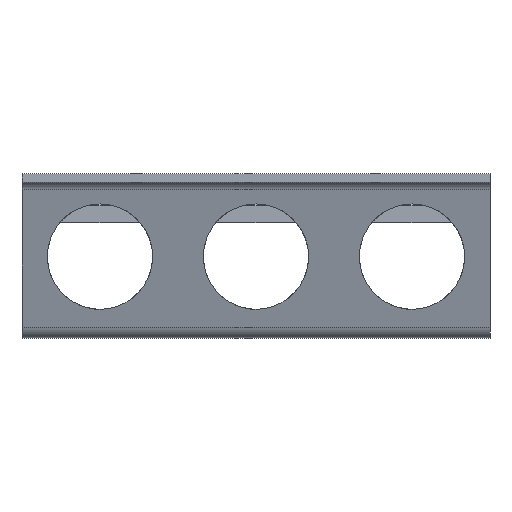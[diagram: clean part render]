
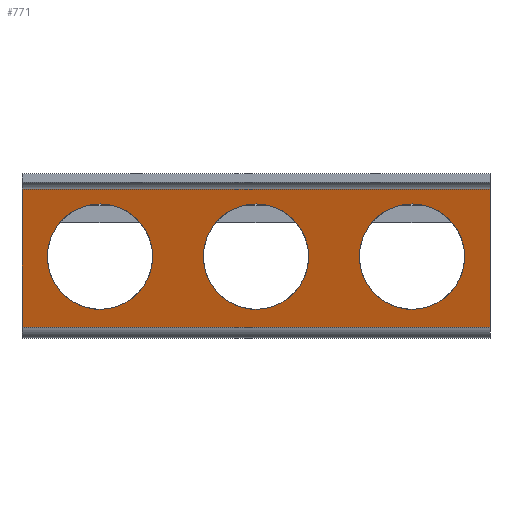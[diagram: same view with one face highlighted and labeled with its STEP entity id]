
A CAD part, front view. The second image highlights one B-rep face of the part: STEP entity #771.
In plain terms, the highlighted planar face has unit normal (0, -0.966, -0.259).
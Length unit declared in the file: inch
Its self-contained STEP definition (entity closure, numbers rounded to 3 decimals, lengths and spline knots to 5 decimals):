
#4 = EDGE_CURVE ( 'NONE', #413, #740, #1362, .T. ) ;
#39 = EDGE_CURVE ( 'NONE', #819, #1204, #1576, .T. ) ;
#78 = FACE_BOUND ( 'NONE', #141, .T. ) ;
#81 = CARTESIAN_POINT ( 'NONE',  ( 6.7, -0.86585, 0.74325 ) ) ;
#108 = CARTESIAN_POINT ( 'NONE',  ( 6.7, -1.58931, 3.44325 ) ) ;
#124 = CARTESIAN_POINT ( 'NONE',  ( 6., -1.68884, 3.8147 ) ) ;
#128 = PLANE ( 'NONE',  #742 ) ;
#141 = EDGE_LOOP ( 'NONE', ( #1312, #1127 ) ) ;
#152 = CARTESIAN_POINT ( 'NONE',  ( -6.7, -0.86585, 0.74325 ) ) ;
#154 = VECTOR ( 'NONE', #828, 39.37008 ) ;
#168 = CARTESIAN_POINT ( 'NONE',  ( 6., -1.68884, 3.8147 ) ) ;
#174 =( BOUNDED_CURVE ( )  B_SPLINE_CURVE ( 3, ( #956, #215, #350, #1217 ),
 .UNSPECIFIED., .F., .T. ) 
 B_SPLINE_CURVE_WITH_KNOTS ( ( 4, 4 ),
 ( 3.14159, 6.28319 ),
 .UNSPECIFIED. ) 
 CURVE ( )  GEOMETRIC_REPRESENTATION_ITEM ( )  RATIONAL_B_SPLINE_CURVE ( ( 1., 0.333, 0.333, 1. ) ) 
 REPRESENTATION_ITEM ( '' )  );
#185 =( BOUNDED_CURVE ( )  B_SPLINE_CURVE ( 3, ( #226, #961, #495, #1352 ),
 .UNSPECIFIED., .F., .F. ) 
 B_SPLINE_CURVE_WITH_KNOTS ( ( 4, 4 ),
 ( 0., 3.14159 ),
 .UNSPECIFIED. ) 
 CURVE ( )  GEOMETRIC_REPRESENTATION_ITEM ( )  RATIONAL_B_SPLINE_CURVE ( ( 1., 0.333, 0.333, 1. ) ) 
 REPRESENTATION_ITEM ( '' )  );
#190 = ORIENTED_EDGE ( 'NONE', *, *, #1497, .F. ) ;
#215 = CARTESIAN_POINT ( 'NONE',  ( -1.3, -0.86585, 0.74325 ) ) ;
#226 = CARTESIAN_POINT ( 'NONE',  ( 0., -1.58931, 3.44325 ) ) ;
#255 = ORIENTED_EDGE ( 'NONE', *, *, #635, .F. ) ;
#273 = EDGE_LOOP ( 'NONE', ( #1105, #332 ) ) ;
#302 = FACE_BOUND ( 'NONE', #653, .T. ) ;
#317 = CARTESIAN_POINT ( 'NONE',  ( 2.7, -1.58931, 3.44325 ) ) ;
#332 = ORIENTED_EDGE ( 'NONE', *, *, #492, .F. ) ;
#338 = EDGE_CURVE ( 'NONE', #740, #847, #909, .T. ) ;
#343 = CARTESIAN_POINT ( 'NONE',  ( 4., -1.58931, 3.44325 ) ) ;
#350 = CARTESIAN_POINT ( 'NONE',  ( -1.3, -1.58931, 3.44325 ) ) ;
#361 = VERTEX_POINT ( 'NONE', #681 ) ;
#392 = CARTESIAN_POINT ( 'NONE',  ( -6., -0.74117, 0.27794 ) ) ;
#398 = CARTESIAN_POINT ( 'NONE',  ( 6., -0.74117, 0.27794 ) ) ;
#413 = VERTEX_POINT ( 'NONE', #1403 ) ;
#480 = CARTESIAN_POINT ( 'NONE',  ( 1.3, -0.86585, 0.74325 ) ) ;
#485 = CARTESIAN_POINT ( 'NONE',  ( 4., -1.58931, 3.44325 ) ) ;
#492 = EDGE_CURVE ( 'NONE', #1318, #361, #1228, .T. ) ;
#495 = CARTESIAN_POINT ( 'NONE',  ( -2.7, -0.86585, 0.74325 ) ) ;
#496 = LINE ( 'NONE', #781, #884 ) ;
#523 = DIRECTION ( 'NONE',  ( 0., 0.259, -0.966 ) ) ;
#564 = EDGE_CURVE ( 'NONE', #1204, #819, #1507, .T. ) ;
#585 = EDGE_CURVE ( 'NONE', #361, #1318, #174, .T. ) ;
#635 = EDGE_CURVE ( 'NONE', #757, #847, #1159, .T. ) ;
#653 = EDGE_LOOP ( 'NONE', ( #966, #190 ) ) ;
#657 = CARTESIAN_POINT ( 'NONE',  ( 4., -1.58931, 3.44325 ) ) ;
#681 = CARTESIAN_POINT ( 'NONE',  ( -4., -0.86585, 0.74325 ) ) ;
#685 = CARTESIAN_POINT ( 'NONE',  ( 4., -0.86585, 0.74325 ) ) ;
#687 = CARTESIAN_POINT ( 'NONE',  ( 2.7, -0.86585, 0.74325 ) ) ;
#695 = CARTESIAN_POINT ( 'NONE',  ( -6., -1.68884, 3.8147 ) ) ;
#740 = VERTEX_POINT ( 'NONE', #124 ) ;
#742 = AXIS2_PLACEMENT_3D ( 'NONE', #398, #1255, #523 ) ;
#757 = VERTEX_POINT ( 'NONE', #392 ) ;
#761 =( BOUNDED_CURVE ( )  B_SPLINE_CURVE ( 3, ( #820, #687, #317, #1188 ),
 .UNSPECIFIED., .F., .T. ) 
 B_SPLINE_CURVE_WITH_KNOTS ( ( 4, 4 ),
 ( 3.14159, 6.28319 ),
 .UNSPECIFIED. ) 
 CURVE ( )  GEOMETRIC_REPRESENTATION_ITEM ( )  RATIONAL_B_SPLINE_CURVE ( ( 1., 0.333, 0.333, 1. ) ) 
 REPRESENTATION_ITEM ( '' )  );
#771 = ADVANCED_FACE ( 'NONE', ( #1296, #302, #78, #1587 ), #128, .T. ) ;
#781 = CARTESIAN_POINT ( 'NONE',  ( 6., -0.74117, 0.27794 ) ) ;
#790 = CARTESIAN_POINT ( 'NONE',  ( -4., -1.58931, 3.44325 ) ) ;
#792 = ORIENTED_EDGE ( 'NONE', *, *, #4, .T. ) ;
#812 = DIRECTION ( 'NONE',  ( -1., 0., 0. ) ) ;
#817 = VERTEX_POINT ( 'NONE', #1551 ) ;
#819 = VERTEX_POINT ( 'NONE', #685 ) ;
#820 = CARTESIAN_POINT ( 'NONE',  ( 0., -0.86585, 0.74325 ) ) ;
#828 = DIRECTION ( 'NONE',  ( 0., -0.259, 0.966 ) ) ;
#847 = VERTEX_POINT ( 'NONE', #695 ) ;
#884 = VECTOR ( 'NONE', #898, 39.37008 ) ;
#885 = VERTEX_POINT ( 'NONE', #1561 ) ;
#898 = DIRECTION ( 'NONE',  ( -1., 0., 0. ) ) ;
#906 = CARTESIAN_POINT ( 'NONE',  ( -6.7, -1.58931, 3.44325 ) ) ;
#909 = LINE ( 'NONE', #168, #1531 ) ;
#956 = CARTESIAN_POINT ( 'NONE',  ( -4., -0.86585, 0.74325 ) ) ;
#961 = CARTESIAN_POINT ( 'NONE',  ( -2.7, -1.58931, 3.44325 ) ) ;
#966 = ORIENTED_EDGE ( 'NONE', *, *, #1087, .F. ) ;
#970 = CARTESIAN_POINT ( 'NONE',  ( -6., -0.74117, 0.27794 ) ) ;
#980 = CARTESIAN_POINT ( 'NONE',  ( -4., -1.58931, 3.44325 ) ) ;
#1011 = VECTOR ( 'NONE', #1112, 39.37008 ) ;
#1028 = CARTESIAN_POINT ( 'NONE',  ( -4., -0.86585, 0.74325 ) ) ;
#1085 = CARTESIAN_POINT ( 'NONE',  ( 1.3, -1.58931, 3.44325 ) ) ;
#1087 = EDGE_CURVE ( 'NONE', #817, #885, #761, .T. ) ;
#1102 = EDGE_LOOP ( 'NONE', ( #255, #1601, #792, #1459 ) ) ;
#1105 = ORIENTED_EDGE ( 'NONE', *, *, #585, .F. ) ;
#1112 = DIRECTION ( 'NONE',  ( 0., -0.259, 0.966 ) ) ;
#1127 = ORIENTED_EDGE ( 'NONE', *, *, #564, .F. ) ;
#1136 = EDGE_CURVE ( 'NONE', #413, #757, #496, .T. ) ;
#1159 = LINE ( 'NONE', #970, #154 ) ;
#1188 = CARTESIAN_POINT ( 'NONE',  ( 0., -1.58931, 3.44325 ) ) ;
#1204 = VERTEX_POINT ( 'NONE', #657 ) ;
#1217 = CARTESIAN_POINT ( 'NONE',  ( -4., -1.58931, 3.44325 ) ) ;
#1228 =( BOUNDED_CURVE ( )  B_SPLINE_CURVE ( 3, ( #790, #906, #152, #1028 ),
 .UNSPECIFIED., .F., .T. ) 
 B_SPLINE_CURVE_WITH_KNOTS ( ( 4, 4 ),
 ( 0., 3.14159 ),
 .UNSPECIFIED. ) 
 CURVE ( )  GEOMETRIC_REPRESENTATION_ITEM ( )  RATIONAL_B_SPLINE_CURVE ( ( 1., 0.333, 0.333, 1. ) ) 
 REPRESENTATION_ITEM ( '' )  );
#1255 = DIRECTION ( 'NONE',  ( 0., -0.966, -0.259 ) ) ;
#1296 = FACE_BOUND ( 'NONE', #273, .T. ) ;
#1312 = ORIENTED_EDGE ( 'NONE', *, *, #39, .F. ) ;
#1318 = VERTEX_POINT ( 'NONE', #980 ) ;
#1340 = CARTESIAN_POINT ( 'NONE',  ( 4., -0.86585, 0.74325 ) ) ;
#1346 = CARTESIAN_POINT ( 'NONE',  ( 6., -0.74117, 0.27794 ) ) ;
#1352 = CARTESIAN_POINT ( 'NONE',  ( 0., -0.86585, 0.74325 ) ) ;
#1362 = LINE ( 'NONE', #1346, #1011 ) ;
#1403 = CARTESIAN_POINT ( 'NONE',  ( 6., -0.74117, 0.27794 ) ) ;
#1459 = ORIENTED_EDGE ( 'NONE', *, *, #338, .T. ) ;
#1464 = CARTESIAN_POINT ( 'NONE',  ( 4., -0.86585, 0.74325 ) ) ;
#1497 = EDGE_CURVE ( 'NONE', #885, #817, #185, .T. ) ;
#1507 =( BOUNDED_CURVE ( )  B_SPLINE_CURVE ( 3, ( #343, #1085, #480, #1340 ),
 .UNSPECIFIED., .F., .T. ) 
 B_SPLINE_CURVE_WITH_KNOTS ( ( 4, 4 ),
 ( 0., 3.14159 ),
 .UNSPECIFIED. ) 
 CURVE ( )  GEOMETRIC_REPRESENTATION_ITEM ( )  RATIONAL_B_SPLINE_CURVE ( ( 1., 0.333, 0.333, 1. ) ) 
 REPRESENTATION_ITEM ( '' )  );
#1531 = VECTOR ( 'NONE', #812, 39.37008 ) ;
#1551 = CARTESIAN_POINT ( 'NONE',  ( 0., -0.86585, 0.74325 ) ) ;
#1561 = CARTESIAN_POINT ( 'NONE',  ( 0., -1.58931, 3.44325 ) ) ;
#1576 =( BOUNDED_CURVE ( )  B_SPLINE_CURVE ( 3, ( #1464, #81, #108, #485 ),
 .UNSPECIFIED., .F., .T. ) 
 B_SPLINE_CURVE_WITH_KNOTS ( ( 4, 4 ),
 ( 3.14159, 6.28319 ),
 .UNSPECIFIED. ) 
 CURVE ( )  GEOMETRIC_REPRESENTATION_ITEM ( )  RATIONAL_B_SPLINE_CURVE ( ( 1., 0.333, 0.333, 1. ) ) 
 REPRESENTATION_ITEM ( '' )  );
#1587 = FACE_OUTER_BOUND ( 'NONE', #1102, .T. ) ;
#1601 = ORIENTED_EDGE ( 'NONE', *, *, #1136, .F. ) ;
